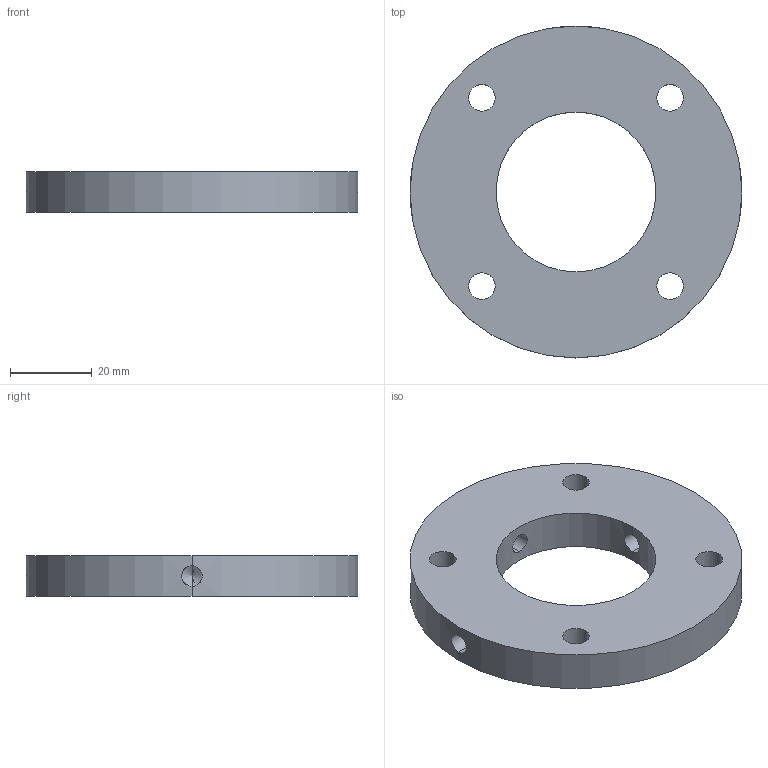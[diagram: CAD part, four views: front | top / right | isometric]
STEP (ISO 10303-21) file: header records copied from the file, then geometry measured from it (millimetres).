
FILE_DESCRIPTION (( 'STEP AP203' ), '1' );
FILE_NAME ('MR20SS.STEP', '2017-11-10T12:22:17', ( '' ), ( '' ), 'SwSTEP 2.0', 'SolidWorks 2017', '' );
FILE_SCHEMA (( 'CONFIG_CONTROL_DESIGN' ));
Length unit declared in the file: millimetre
Products named in the file (1): MR20SS
Bounding box: 81 x 81 x 10 mm (x, y, z)
Volume: 37127.3 mm3; surface area: 13058.8 mm2
Topology: 1 solids, 1 shells, 22 faces, 61 edges, 37 vertices
Faces by surface type: cylinder 18, cone 2, plane 2
Entity records: 1088 total; most frequent: CARTESIAN_POINT 429, DIRECTION 121, ORIENTED_EDGE 118, EDGE_CURVE 59, AXIS2_PLACEMENT_3D 49, VERTEX_POINT 37, EDGE_LOOP 34, CIRCLE 26
